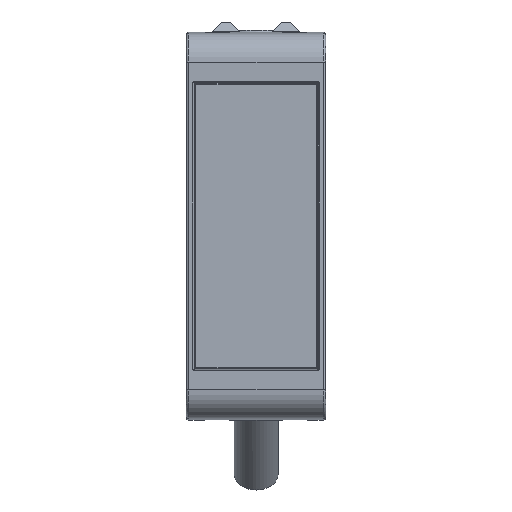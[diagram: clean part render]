
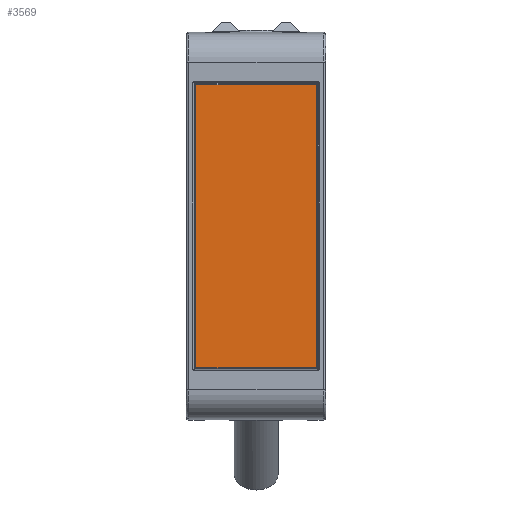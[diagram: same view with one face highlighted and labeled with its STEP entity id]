
A CAD part, top view. The second image highlights one B-rep face of the part: STEP entity #3569.
In plain terms, the highlighted planar face has unit normal (0, 0, 1).
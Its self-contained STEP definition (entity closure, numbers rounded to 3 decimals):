
#448=LINE('',#5268,#748);
#449=LINE('',#5270,#749);
#450=LINE('',#5272,#750);
#451=LINE('',#5273,#751);
#748=VECTOR('',#4295,9.302);
#749=VECTOR('',#4296,21.902);
#750=VECTOR('',#4297,9.302);
#751=VECTOR('',#4298,21.902);
#1037=PLANE('',#3836);
#1156=FACE_OUTER_BOUND('',#1373,.T.);
#1373=EDGE_LOOP('',(#2693,#2694,#2695,#2696));
#1743=VERTEX_POINT('',#5266);
#1744=VERTEX_POINT('',#5267);
#1745=VERTEX_POINT('',#5269);
#1746=VERTEX_POINT('',#5271);
#2089=EDGE_CURVE('',#1743,#1744,#448,.T.);
#2090=EDGE_CURVE('',#1744,#1745,#449,.T.);
#2091=EDGE_CURVE('',#1745,#1746,#450,.T.);
#2092=EDGE_CURVE('',#1746,#1743,#451,.T.);
#2693=ORIENTED_EDGE('',*,*,#2089,.T.);
#2694=ORIENTED_EDGE('',*,*,#2090,.T.);
#2695=ORIENTED_EDGE('',*,*,#2091,.T.);
#2696=ORIENTED_EDGE('',*,*,#2092,.T.);
#3569=ADVANCED_FACE('',(#1156),#1037,.T.);
#3836=AXIS2_PLACEMENT_3D('',#5265,#4293,#4294);
#4293=DIRECTION('center_axis',(0.,0.,
1.));
#4294=DIRECTION('ref_axis',(1.,0.,0.));
#4295=DIRECTION('',(-1.,0.,0.));
#4296=DIRECTION('',(0.,-1.,0.));
#4297=DIRECTION('',(1.,0.,0.));
#4298=DIRECTION('',(0.,1.,0.));
#5265=CARTESIAN_POINT('Origin',(-10.93,-23.514,27.106));
#5266=CARTESIAN_POINT('',(-11.079,-1.463,27.106));
#5267=CARTESIAN_POINT('',(-20.381,-1.463,27.106));
#5268=CARTESIAN_POINT('',(-11.079,-1.463,27.106));
#5269=CARTESIAN_POINT('',(-20.381,-23.365,27.106));
#5270=CARTESIAN_POINT('',(-20.381,-1.463,27.106));
#5271=CARTESIAN_POINT('',(-11.079,-23.365,27.106));
#5272=CARTESIAN_POINT('',(-20.381,-23.365,27.106));
#5273=CARTESIAN_POINT('',(-11.079,-23.365,27.106));
